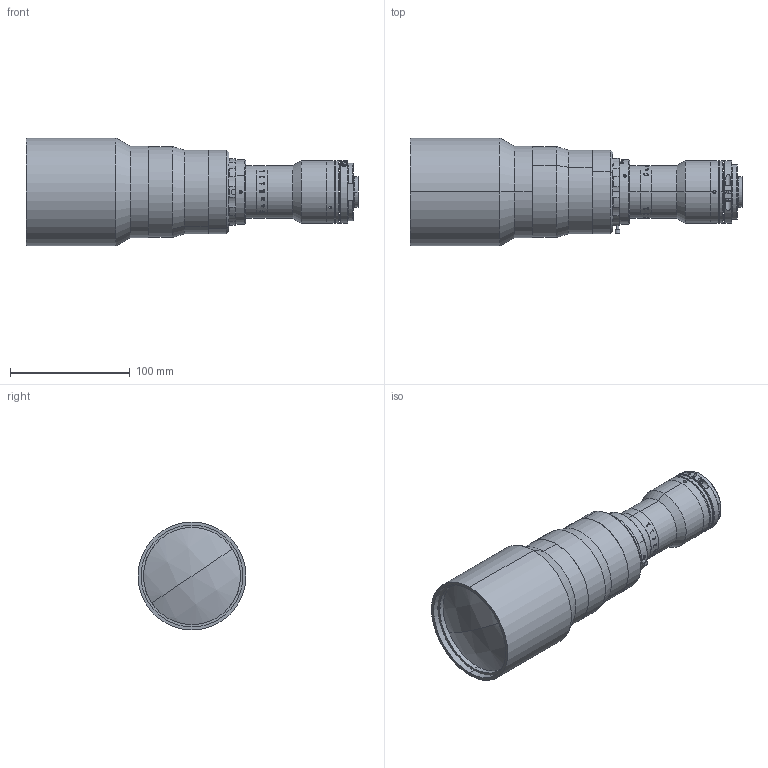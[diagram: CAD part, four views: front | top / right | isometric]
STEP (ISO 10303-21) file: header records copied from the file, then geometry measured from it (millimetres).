
FILE_DESCRIPTION (( 'STEP AP203' ), '1' );
FILE_NAME ('XF-PTL06523-C-VI.STEP', '2019-05-28T03:22:52', ( 'puyufan' ), ( '' ), 'SwSTEP 2.0', 'SolidWorks 2014', '' );
FILE_SCHEMA (( 'CONFIG_CONTROL_DESIGN' ));
Length unit declared in the file: millimetre
Products named in the file (1): XF-PTL06523-C-VI
Bounding box: 276.76 x 90 x 90 mm (x, y, z)
Surface area: 84536.6 mm2 (no closed solid volume)
Topology: 0 solids, 47 shells, 240 faces, 1256 edges, 1059 vertices
Faces by surface type: cylinder 123, plane 69, cone 28, torus 10, bspline 6, sphere 4
Entity records: 20576 total; most frequent: CARTESIAN_POINT 11270, DIRECTION 1774, ORIENTED_EDGE 1667, EDGE_CURVE 1256, VERTEX_POINT 1059, AXIS2_PLACEMENT_3D 689, CIRCLE 454, B_SPLINE_CURVE_WITH_KNOTS 406
